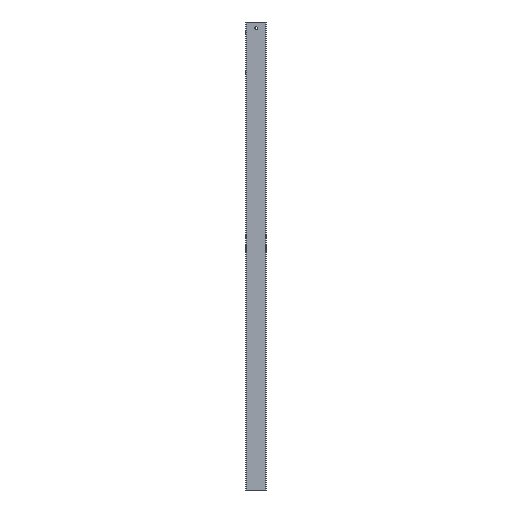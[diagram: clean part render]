
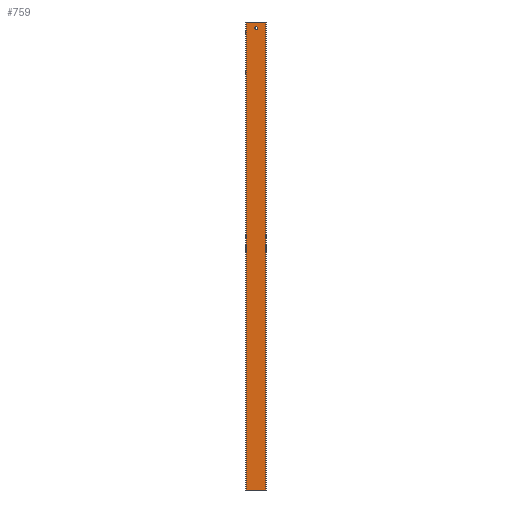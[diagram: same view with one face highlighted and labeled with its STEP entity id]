
A CAD part, left-side view. The second image highlights one B-rep face of the part: STEP entity #759.
In plain terms, the highlighted planar face has unit normal (-1, 0, 0).
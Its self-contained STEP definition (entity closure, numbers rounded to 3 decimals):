
#35 = DIRECTION ( 'NONE',  ( 0., 1., 0. ) ) ;
#51 = VERTEX_POINT ( 'NONE', #531 ) ;
#110 = EDGE_CURVE ( 'NONE', #875, #1225, #942, .T. ) ;
#116 = EDGE_LOOP ( 'NONE', ( #716, #1636, #766, #836 ) ) ;
#219 = ORIENTED_EDGE ( 'NONE', *, *, #1286, .F. ) ;
#239 = DIRECTION ( 'NONE',  ( 0., 1., 0. ) ) ;
#253 = DIRECTION ( 'NONE',  ( -1., 0., 0. ) ) ;
#257 = VERTEX_POINT ( 'NONE', #579 ) ;
#267 = CARTESIAN_POINT ( 'NONE',  ( -27.5, 48., 1150. ) ) ;
#348 = FACE_BOUND ( 'NONE', #1411, .T. ) ;
#354 = CARTESIAN_POINT ( 'NONE',  ( -27.5, 48., -1150. ) ) ;
#363 = VECTOR ( 'NONE', #1149, 1000. ) ;
#484 = FACE_OUTER_BOUND ( 'NONE', #116, .T. ) ;
#485 = EDGE_CURVE ( 'NONE', #257, #1329, #1515, .T. ) ;
#531 = CARTESIAN_POINT ( 'NONE',  ( -27.5, -45.5, 1150. ) ) ;
#579 = CARTESIAN_POINT ( 'NONE',  ( -27.5, 0., 1113.5 ) ) ;
#597 = VECTOR ( 'NONE', #35, 1000. ) ;
#638 = CARTESIAN_POINT ( 'NONE',  ( -27.5, -45.5, -1150. ) ) ;
#704 = DIRECTION ( 'NONE',  ( -1., 0., 0. ) ) ;
#716 = ORIENTED_EDGE ( 'NONE', *, *, #852, .F. ) ;
#724 = DIRECTION ( 'NONE',  ( 0., 0., -1. ) ) ;
#759 = ADVANCED_FACE ( 'NONE', ( #348, #484 ), #1006, .T. ) ;
#766 = ORIENTED_EDGE ( 'NONE', *, *, #878, .T. ) ;
#773 = VECTOR ( 'NONE', #724, 1000. ) ;
#783 = LINE ( 'NONE', #929, #597 ) ;
#825 = CARTESIAN_POINT ( 'NONE',  ( -27.5, 48., 1150. ) ) ;
#836 = ORIENTED_EDGE ( 'NONE', *, *, #110, .T. ) ;
#852 = EDGE_CURVE ( 'NONE', #1041, #1225, #890, .T. ) ;
#868 = CARTESIAN_POINT ( 'NONE',  ( -27.5, -50., 1150. ) ) ;
#875 = VERTEX_POINT ( 'NONE', #267 ) ;
#878 = EDGE_CURVE ( 'NONE', #51, #875, #783, .T. ) ;
#890 = LINE ( 'NONE', #1367, #902 ) ;
#902 = VECTOR ( 'NONE', #239, 1000. ) ;
#929 = CARTESIAN_POINT ( 'NONE',  ( -27.5, -50., 1150. ) ) ;
#942 = LINE ( 'NONE', #825, #363 ) ;
#1000 = DIRECTION ( 'NONE',  ( 0., 0., 1. ) ) ;
#1006 = PLANE ( 'NONE',  #1351 ) ;
#1041 = VERTEX_POINT ( 'NONE', #638 ) ;
#1063 = CARTESIAN_POINT ( 'NONE',  ( -27.5, -45.5, 1150. ) ) ;
#1076 = CARTESIAN_POINT ( 'NONE',  ( -27.5, 0., 1120. ) ) ;
#1107 = DIRECTION ( 'NONE',  ( -1., 0., 0. ) ) ;
#1112 = ORIENTED_EDGE ( 'NONE', *, *, #485, .F. ) ;
#1131 = CIRCLE ( 'NONE', #1281, 6.5 ) ;
#1149 = DIRECTION ( 'NONE',  ( 0., 0., -1. ) ) ;
#1201 = CARTESIAN_POINT ( 'NONE',  ( -27.5, 0., 1120. ) ) ;
#1225 = VERTEX_POINT ( 'NONE', #354 ) ;
#1281 = AXIS2_PLACEMENT_3D ( 'NONE', #1201, #1107, #1342 ) ;
#1286 = EDGE_CURVE ( 'NONE', #1329, #257, #1131, .T. ) ;
#1329 = VERTEX_POINT ( 'NONE', #1488 ) ;
#1336 = LINE ( 'NONE', #1063, #773 ) ;
#1342 = DIRECTION ( 'NONE',  ( 0., 0., 1. ) ) ;
#1351 = AXIS2_PLACEMENT_3D ( 'NONE', #868, #253, #1000 ) ;
#1367 = CARTESIAN_POINT ( 'NONE',  ( -27.5, -50., -1150. ) ) ;
#1396 = AXIS2_PLACEMENT_3D ( 'NONE', #1076, #704, #1580 ) ;
#1411 = EDGE_LOOP ( 'NONE', ( #1112, #219 ) ) ;
#1457 = EDGE_CURVE ( 'NONE', #51, #1041, #1336, .T. ) ;
#1488 = CARTESIAN_POINT ( 'NONE',  ( -27.5, 0., 1126.5 ) ) ;
#1515 = CIRCLE ( 'NONE', #1396, 6.5 ) ;
#1580 = DIRECTION ( 'NONE',  ( 0., 0., 1. ) ) ;
#1636 = ORIENTED_EDGE ( 'NONE', *, *, #1457, .F. ) ;
